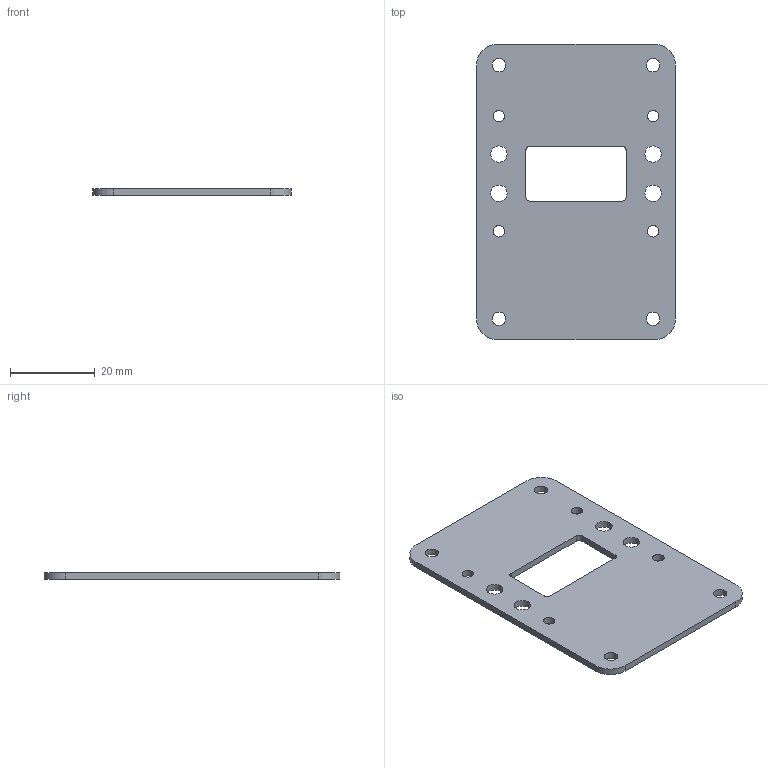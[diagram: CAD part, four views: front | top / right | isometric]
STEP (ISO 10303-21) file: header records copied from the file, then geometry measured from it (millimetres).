
FILE_DESCRIPTION (( 'STEP AP214' ), '1' );
FILE_NAME ('Generic_Oven.step', '2021-04-17T08:48:04', ( '' ), ( '' ), 'SwSTEP 2.0', 'SolidWorks 2016', '' );
FILE_SCHEMA (( 'AUTOMOTIVE_DESIGN' ));
Length unit declared in the file: millimetre
Products named in the file (2): Generic_Oven; COMPOUND
Assembly tree (1 placements, depth 2):
  Generic_Oven
    COMPOUND
Bounding box: 47 x 70 x 1.6 mm (x, y, z)
Volume: 4572.7 mm3; surface area: 6388.4 mm2
Topology: 1 solids, 1 shells, 42 faces, 120 edges, 80 vertices
Faces by surface type: cylinder 32, plane 10
Entity records: 1988 total; most frequent: DIRECTION 276, CARTESIAN_POINT 246, ORIENTED_EDGE 240, EDGE_CURVE 120, AXIS2_PLACEMENT_3D 110, VERTEX_POINT 80, EDGE_LOOP 68, CIRCLE 64
